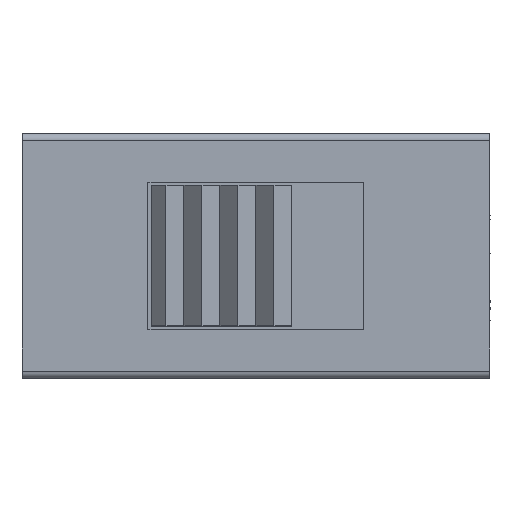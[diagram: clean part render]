
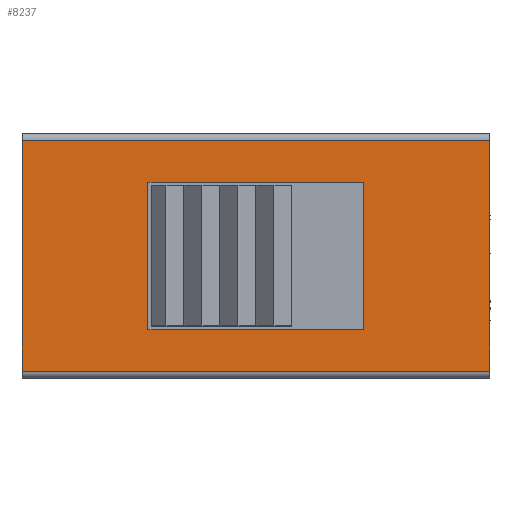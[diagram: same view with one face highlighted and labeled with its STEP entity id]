
A CAD part, top view. The second image highlights one B-rep face of the part: STEP entity #8237.
In plain terms, the highlighted planar face has unit normal (0, 0, 1).
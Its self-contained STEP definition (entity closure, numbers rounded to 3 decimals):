
#32 = CARTESIAN_POINT ( 'NONE',  ( 0., 3.2, 6.3 ) ) ;
#78 = VERTEX_POINT ( 'NONE', #8663 ) ;
#139 = VECTOR ( 'NONE', #2413, 1000. ) ;
#180 = VECTOR ( 'NONE', #4707, 1000. ) ;
#228 = EDGE_CURVE ( 'NONE', #1961, #9553, #523, .T. ) ;
#523 = LINE ( 'NONE', #588, #180 ) ;
#588 = CARTESIAN_POINT ( 'NONE',  ( 3., -2.05, 6.3 ) ) ;
#684 = LINE ( 'NONE', #13932, #3526 ) ;
#1140 = FACE_OUTER_BOUND ( 'NONE', #11637, .T. ) ;
#1163 = ORIENTED_EDGE ( 'NONE', *, *, #2747, .F. ) ;
#1887 = ORIENTED_EDGE ( 'NONE', *, *, #10040, .T. ) ;
#1961 = VERTEX_POINT ( 'NONE', #6577 ) ;
#2231 = LINE ( 'NONE', #32, #12777 ) ;
#2325 = CARTESIAN_POINT ( 'NONE',  ( -3., 2.05, 6.3 ) ) ;
#2391 = ORIENTED_EDGE ( 'NONE', *, *, #6428, .F. ) ;
#2413 = DIRECTION ( 'NONE',  ( 1., 0., 0. ) ) ;
#2747 = EDGE_CURVE ( 'NONE', #7821, #12629, #2231, .T. ) ;
#3028 = DIRECTION ( 'NONE',  ( 0., -1., 0. ) ) ;
#3099 = ORIENTED_EDGE ( 'NONE', *, *, #13424, .T. ) ;
#3526 = VECTOR ( 'NONE', #3028, 1000. ) ;
#3963 = CARTESIAN_POINT ( 'NONE',  ( -3., 2.05, 6.3 ) ) ;
#4042 = CARTESIAN_POINT ( 'NONE',  ( 6.5, -3.2, 6.3 ) ) ;
#4345 = AXIS2_PLACEMENT_3D ( 'NONE', #5393, #12973, #7511 ) ;
#4351 = CARTESIAN_POINT ( 'NONE',  ( -3., -2.05, 6.3 ) ) ;
#4471 = LINE ( 'NONE', #8788, #139 ) ;
#4571 = EDGE_LOOP ( 'NONE', ( #5464, #2391, #10922, #9771 ) ) ;
#4573 = ORIENTED_EDGE ( 'NONE', *, *, #5148, .F. ) ;
#4707 = DIRECTION ( 'NONE',  ( 0., 1., 0. ) ) ;
#5148 = EDGE_CURVE ( 'NONE', #5547, #5446, #6892, .T. ) ;
#5208 = VECTOR ( 'NONE', #6606, 1000. ) ;
#5359 = CARTESIAN_POINT ( 'NONE',  ( 6.5, -3.4, 6.3 ) ) ;
#5393 = CARTESIAN_POINT ( 'NONE',  ( 0., 0., 6.3 ) ) ;
#5446 = VERTEX_POINT ( 'NONE', #11769 ) ;
#5464 = ORIENTED_EDGE ( 'NONE', *, *, #12638, .F. ) ;
#5547 = VERTEX_POINT ( 'NONE', #4042 ) ;
#5913 = CARTESIAN_POINT ( 'NONE',  ( 0., -3.2, 6.3 ) ) ;
#6015 = DIRECTION ( 'NONE',  ( -1., 0., 0. ) ) ;
#6402 = CARTESIAN_POINT ( 'NONE',  ( -6.5, 3.2, 6.3 ) ) ;
#6428 = EDGE_CURVE ( 'NONE', #13122, #78, #10649, .T. ) ;
#6442 = CARTESIAN_POINT ( 'NONE',  ( 6.5, 3.2, 6.3 ) ) ;
#6482 = LINE ( 'NONE', #5359, #13409 ) ;
#6577 = CARTESIAN_POINT ( 'NONE',  ( 3., -2.05, 6.3 ) ) ;
#6591 = VECTOR ( 'NONE', #6015, 1000. ) ;
#6606 = DIRECTION ( 'NONE',  ( 0., -1., 0. ) ) ;
#6892 = LINE ( 'NONE', #5913, #7084 ) ;
#7084 = VECTOR ( 'NONE', #13426, 1000. ) ;
#7511 = DIRECTION ( 'NONE',  ( -1., 0., 0. ) ) ;
#7821 = VERTEX_POINT ( 'NONE', #6402 ) ;
#8237 = ADVANCED_FACE ( 'NONE', ( #11900, #1140 ), #9785, .F. ) ;
#8556 = EDGE_CURVE ( 'NONE', #9553, #13122, #10616, .T. ) ;
#8663 = CARTESIAN_POINT ( 'NONE',  ( -3., -2.05, 6.3 ) ) ;
#8788 = CARTESIAN_POINT ( 'NONE',  ( -3., -2.05, 6.3 ) ) ;
#9553 = VERTEX_POINT ( 'NONE', #13481 ) ;
#9678 = DIRECTION ( 'NONE',  ( 0., 1., 0. ) ) ;
#9736 = DIRECTION ( 'NONE',  ( 1., 0., 0. ) ) ;
#9771 = ORIENTED_EDGE ( 'NONE', *, *, #228, .F. ) ;
#9785 = PLANE ( 'NONE',  #4345 ) ;
#10040 = EDGE_CURVE ( 'NONE', #5547, #12629, #6482, .T. ) ;
#10616 = LINE ( 'NONE', #3963, #6591 ) ;
#10649 = LINE ( 'NONE', #4351, #5208 ) ;
#10922 = ORIENTED_EDGE ( 'NONE', *, *, #8556, .F. ) ;
#11637 = EDGE_LOOP ( 'NONE', ( #4573, #1887, #1163, #3099 ) ) ;
#11769 = CARTESIAN_POINT ( 'NONE',  ( -6.5, -3.2, 6.3 ) ) ;
#11900 = FACE_BOUND ( 'NONE', #4571, .T. ) ;
#12629 = VERTEX_POINT ( 'NONE', #6442 ) ;
#12638 = EDGE_CURVE ( 'NONE', #78, #1961, #4471, .T. ) ;
#12777 = VECTOR ( 'NONE', #9736, 1000. ) ;
#12973 = DIRECTION ( 'NONE',  ( 0., 0., -1. ) ) ;
#13122 = VERTEX_POINT ( 'NONE', #2325 ) ;
#13409 = VECTOR ( 'NONE', #9678, 1000. ) ;
#13424 = EDGE_CURVE ( 'NONE', #7821, #5446, #684, .T. ) ;
#13426 = DIRECTION ( 'NONE',  ( -1., 0., 0. ) ) ;
#13481 = CARTESIAN_POINT ( 'NONE',  ( 3., 2.05, 6.3 ) ) ;
#13932 = CARTESIAN_POINT ( 'NONE',  ( -6.5, -3.4, 6.3 ) ) ;
